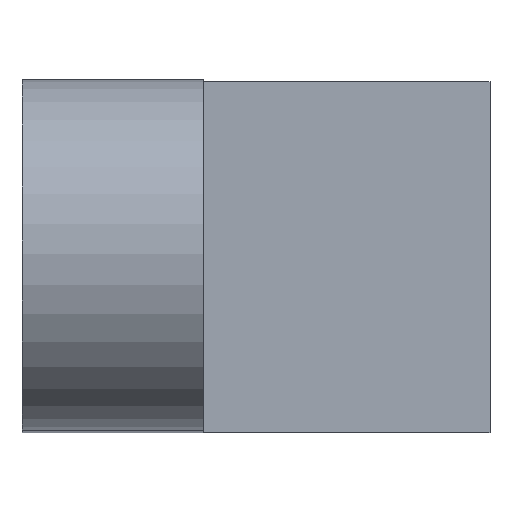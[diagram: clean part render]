
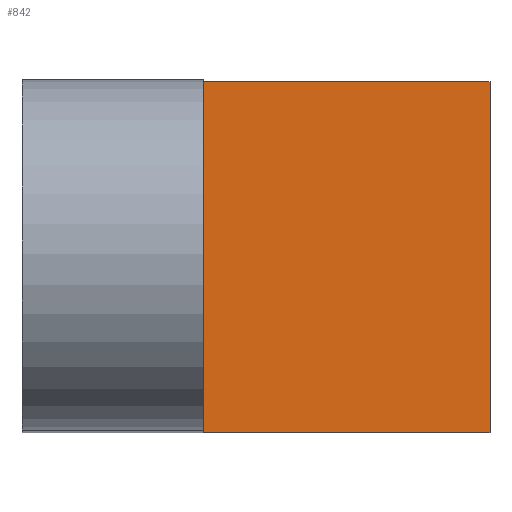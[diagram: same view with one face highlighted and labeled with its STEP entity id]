
A CAD part, top view. The second image highlights one B-rep face of the part: STEP entity #842.
In plain terms, the highlighted planar face has unit normal (0, 0, 1).
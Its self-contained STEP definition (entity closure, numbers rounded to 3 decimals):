
#166=DIRECTION('',(0.,-1.,0.));
#167=VECTOR('',#166,30.);
#168=CARTESIAN_POINT('',(15.5,15.,-72.495));
#169=LINE('',#168,#167);
#246=DIRECTION('',(1.,0.,0.));
#247=VECTOR('',#246,24.5);
#248=CARTESIAN_POINT('',(15.5,-15.,-72.495));
#249=LINE('',#248,#247);
#250=DIRECTION('',(1.,0.,0.));
#251=VECTOR('',#250,24.5);
#252=CARTESIAN_POINT('',(15.5,15.,-72.495));
#253=LINE('',#252,#251);
#254=DIRECTION('',(0.,-1.,0.));
#255=VECTOR('',#254,30.);
#256=CARTESIAN_POINT('',(40.,15.,-72.495));
#257=LINE('',#256,#255);
#417=CARTESIAN_POINT('',(40.,15.,-72.495));
#418=CARTESIAN_POINT('',(40.,-15.,-72.495));
#419=VERTEX_POINT('',#417);
#420=VERTEX_POINT('',#418);
#421=CARTESIAN_POINT('',(15.5,15.,-72.495));
#422=CARTESIAN_POINT('',(15.5,-15.,-72.495));
#423=VERTEX_POINT('',#421);
#424=VERTEX_POINT('',#422);
#830=CARTESIAN_POINT('',(15.5,15.,-72.495));
#831=DIRECTION('',(0.,0.,1.));
#832=DIRECTION('',(0.,-1.,0.));
#833=AXIS2_PLACEMENT_3D('',#830,#831,#832);
#834=PLANE('',#833);
#835=ORIENTED_EDGE('',*,*,#652,.F.);
#836=ORIENTED_EDGE('',*,*,#822,.T.);
#838=ORIENTED_EDGE('',*,*,#837,.T.);
#839=ORIENTED_EDGE('',*,*,#818,.F.);
#840=EDGE_LOOP('',(#835,#836,#838,#839));
#841=FACE_OUTER_BOUND('',#840,.F.);
#842=ADVANCED_FACE('',(#841),#834,.T.);
#652=EDGE_CURVE('',#423,#424,#169,.T.);
#818=EDGE_CURVE('',#424,#420,#249,.T.);
#822=EDGE_CURVE('',#423,#419,#253,.T.);
#837=EDGE_CURVE('',#419,#420,#257,.T.);
